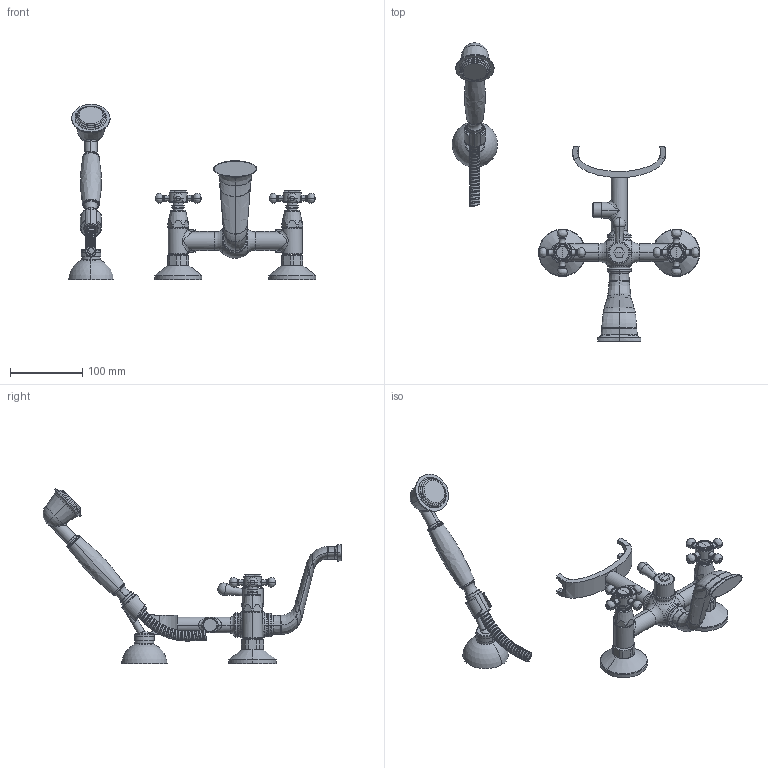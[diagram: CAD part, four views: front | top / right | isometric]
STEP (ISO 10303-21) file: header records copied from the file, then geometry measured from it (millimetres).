
FILE_DESCRIPTION((''),'2;1');
FILE_NAME('VLV023CR','2021-11-11T08:35:05',('ut3'),('PAFFONI SpA'),'CREO PARAMETRIC BY PTC INC, 2020044','CREO PARAMETRIC BY PTC INC, 2020044','');
FILE_SCHEMA(('CONFIG_CONTROL_DESIGN','SHAPE_APPEARANCE_LAYERS_GROUPS'));
Products named in the file (1): VLV023CR
Bounding box: 343.25 x 413.34 x 243.29 mm (x, y, z)
Volume: 524895.9 mm3; surface area: 186806.7 mm2
Topology: 4 solids, 5 shells, 1667 faces, 4206 edges, 2597 vertices
Faces by surface type: plane 640, cylinder 464, bspline 219, torus 166, cone 142, sphere 33, extrusion 3
Entity records: 92315 total; most frequent: CARTESIAN_POINT 40952, ORIENTED_EDGE 8348, DIRECTION 7496, EDGE_CURVE 4174, AXIS2_PLACEMENT_3D 2913, VERTEX_POINT 2596, FILL_AREA_STYLE_COLOUR 1958, FILL_AREA_STYLE 1958
